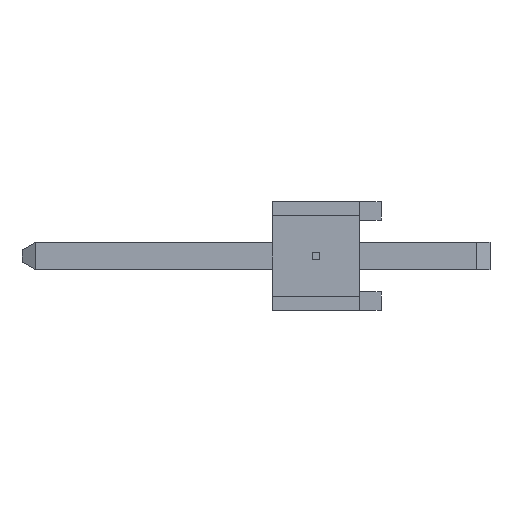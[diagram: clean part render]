
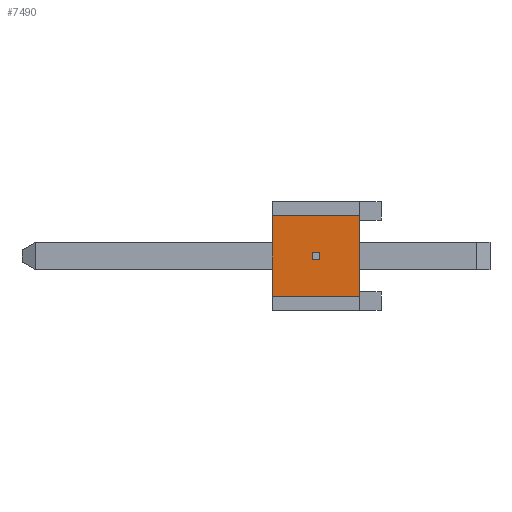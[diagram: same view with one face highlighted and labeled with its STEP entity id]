
A CAD part, left-side view. The second image highlights one B-rep face of the part: STEP entity #7490.
In plain terms, the highlighted planar face has unit normal (-1, 0, 0).
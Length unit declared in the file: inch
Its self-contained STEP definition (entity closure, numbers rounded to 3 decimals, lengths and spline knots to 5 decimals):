
#1535=ORIENTED_EDGE('',*,*,#3069,.F.);
#1536=ORIENTED_EDGE('',*,*,#3070,.F.);
#1537=ORIENTED_EDGE('',*,*,#3071,.F.);
#1538=ORIENTED_EDGE('',*,*,#3072,.F.);
#1539=ORIENTED_EDGE('',*,*,#3073,.F.);
#1540=ORIENTED_EDGE('',*,*,#3074,.F.);
#1541=ORIENTED_EDGE('',*,*,#3075,.F.);
#1542=ORIENTED_EDGE('',*,*,#3076,.F.);
#3069=EDGE_CURVE('',#3797,#3798,#4767,.T.);
#3070=EDGE_CURVE('',#3799,#3797,#4768,.T.);
#3071=EDGE_CURVE('',#3800,#3799,#4769,.T.);
#3072=EDGE_CURVE('',#3798,#3800,#4770,.T.);
#3073=EDGE_CURVE('',#3801,#3802,#4771,.T.);
#3074=EDGE_CURVE('',#3803,#3801,#4772,.T.);
#3075=EDGE_CURVE('',#3804,#3803,#4773,.T.);
#3076=EDGE_CURVE('',#3802,#3804,#4774,.T.);
#3797=VERTEX_POINT('',#11792);
#3798=VERTEX_POINT('',#11793);
#3799=VERTEX_POINT('',#11795);
#3800=VERTEX_POINT('',#11797);
#3801=VERTEX_POINT('',#11800);
#3802=VERTEX_POINT('',#11801);
#3803=VERTEX_POINT('',#11803);
#3804=VERTEX_POINT('',#11805);
#4767=LINE('',#11791,#5809);
#4768=LINE('',#11794,#5810);
#4769=LINE('',#11796,#5811);
#4770=LINE('',#11798,#5812);
#4771=LINE('',#11799,#5813);
#4772=LINE('',#11802,#5814);
#4773=LINE('',#11804,#5815);
#4774=LINE('',#11806,#5816);
#5809=VECTOR('',#9598,39.37008);
#5810=VECTOR('',#9599,39.37008);
#5811=VECTOR('',#9600,39.37008);
#5812=VECTOR('',#9601,39.37008);
#5813=VECTOR('',#9602,39.37008);
#5814=VECTOR('',#9603,39.37008);
#5815=VECTOR('',#9604,39.37008);
#5816=VECTOR('',#9605,39.37008);
#6219=EDGE_LOOP('',(#1535,#1536,#1537,#1538));
#6220=EDGE_LOOP('',(#1539,#1540,#1541,#1542));
#6659=FACE_BOUND('',#6219,.T.);
#6660=FACE_BOUND('',#6220,.T.);
#7083=PLANE('',#7924);
#7490=ADVANCED_FACE('',(#6659,#6660),#7083,.F.);
#7924=AXIS2_PLACEMENT_3D('',#11790,#9596,#9597);
#9596=DIRECTION('',(1.,0.,0.));
#9597=DIRECTION('',(0.,0.,-1.));
#9598=DIRECTION('',(0.,0.,-1.));
#9599=DIRECTION('',(0.,1.,0.));
#9600=DIRECTION('',(0.,0.,1.));
#9601=DIRECTION('',(0.,-1.,0.));
#9602=DIRECTION('',(0.,0.,-1.));
#9603=DIRECTION('',(0.,-1.,0.));
#9604=DIRECTION('',(0.,0.,1.));
#9605=DIRECTION('',(0.,1.,0.));
#11790=CARTESIAN_POINT('',(-0.392,0.,0.));
#11791=CARTESIAN_POINT('',(-0.392,0.06353,0.));
#11792=CARTESIAN_POINT('',(-0.392,0.06353,0.00339));
#11793=CARTESIAN_POINT('',(-0.392,0.06353,-0.00339));
#11794=CARTESIAN_POINT('',(-0.392,0.,0.00339));
#11795=CARTESIAN_POINT('',(-0.392,0.05647,0.00339));
#11796=CARTESIAN_POINT('',(-0.392,0.05647,0.));
#11797=CARTESIAN_POINT('',(-0.392,0.05647,-0.00339));
#11798=CARTESIAN_POINT('',(-0.392,0.,-0.00339));
#11799=CARTESIAN_POINT('',(-0.392,0.02,0.));
#11800=CARTESIAN_POINT('',(-0.392,0.02,0.037));
#11801=CARTESIAN_POINT('',(-0.392,0.02,-0.037));
#11802=CARTESIAN_POINT('',(-0.392,0.1,0.037));
#11803=CARTESIAN_POINT('',(-0.392,0.1,0.037));
#11804=CARTESIAN_POINT('',(-0.392,0.1,-0.037));
#11805=CARTESIAN_POINT('',(-0.392,0.1,-0.037));
#11806=CARTESIAN_POINT('',(-0.392,0.,-0.037));
